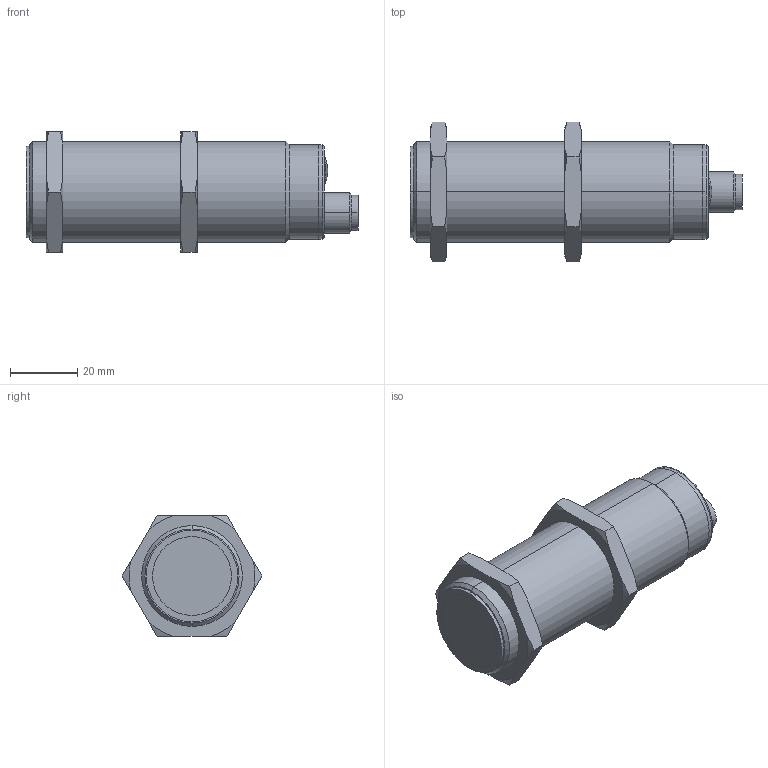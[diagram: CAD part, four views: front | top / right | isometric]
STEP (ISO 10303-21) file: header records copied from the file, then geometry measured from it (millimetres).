
FILE_DESCRIPTION (( 'STEP AP214' ), '1' );
FILE_NAME ('UT1B-G6-1E.step', '2019-08-14T21:51:56', ( '' ), ( '' ), 'SwSTEP 2.0', 'SolidWorks 2018', '' );
FILE_SCHEMA (( 'AUTOMOTIVE_DESIGN' ));
Length unit declared in the file: inch
Products named in the file (1): UT1B-G6-1E
Bounding box: 98.8 x 41.57 x 36 mm (x, y, z)
Volume: 66330.8 mm3; surface area: 17195.2 mm2
Topology: 7 solids, 11 shells, 152 faces, 353 edges, 227 vertices
Faces by surface type: cone 49, cylinder 49, plane 46, torus 6, sphere 2
Entity records: 4960 total; most frequent: CARTESIAN_POINT 941, DIRECTION 780, ORIENTED_EDGE 706, EDGE_CURVE 353, AXIS2_PLACEMENT_3D 326, VERTEX_POINT 227, CIRCLE 173, EDGE_LOOP 168
